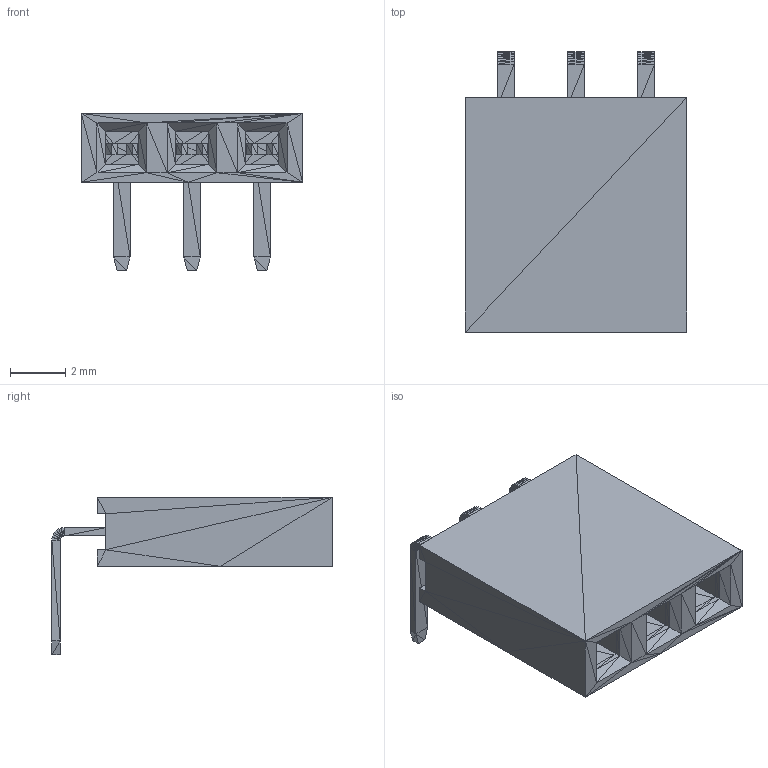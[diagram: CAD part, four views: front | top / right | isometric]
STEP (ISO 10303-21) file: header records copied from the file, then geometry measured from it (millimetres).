
FILE_DESCRIPTION(('auto-generated'),'2;1');
FILE_SCHEMA(('CONFIG_CONTROL_DESIGN'));
Bounding box: 8.02 x 10.15 x 5.7 mm (x, y, z)
Surface area: 398.3 mm2 (no closed solid volume)
Topology: 0 solids, 14 shells, 1066 faces, 1734 edges, 670 vertices
Faces by surface type: plane 1066
Entity records: 16591 total; most frequent: ORIENTED_EDGE 3198, DIRECTION 2200, LINE 1734, EDGE_CURVE 1734, AXIS2_PLACEMENT_3D 1067, PLANE 1066, EDGE_LOOP 1066, FACE_BOUND 1066
